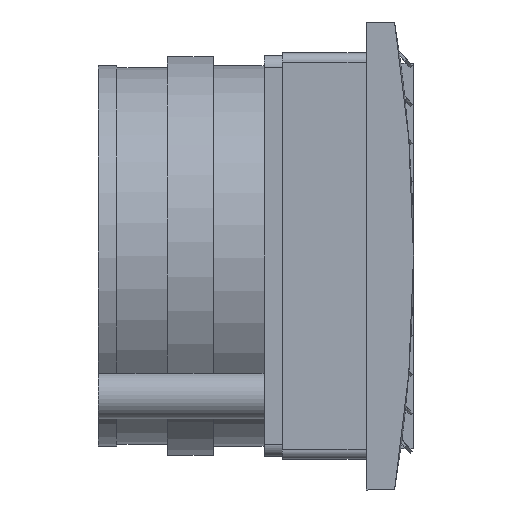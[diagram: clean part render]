
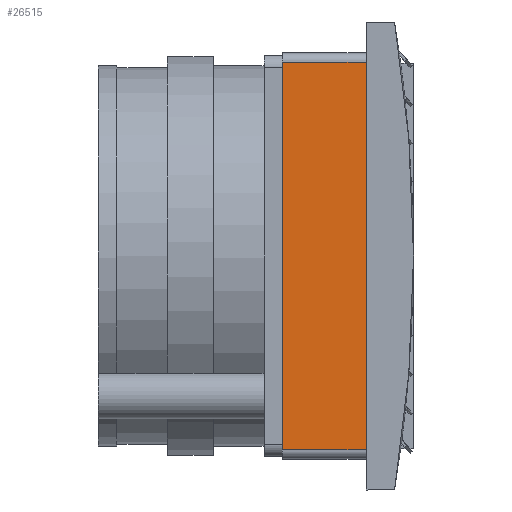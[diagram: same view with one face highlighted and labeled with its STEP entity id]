
A CAD part, left-side view. The second image highlights one B-rep face of the part: STEP entity #26515.
In plain terms, the highlighted planar face has unit normal (-1, 0, 0).
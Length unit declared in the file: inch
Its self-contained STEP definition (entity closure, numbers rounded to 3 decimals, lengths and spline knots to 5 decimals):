
#1508 = EDGE_CURVE ( 'NONE', #13748, #21612, #26194, .T. ) ;
#3515 = CARTESIAN_POINT ( 'NONE',  ( -4.38976, 1.81102, 0. ) ) ;
#3798 = LINE ( 'NONE', #3515, #18486 ) ;
#3882 = VERTEX_POINT ( 'NONE', #28032 ) ;
#5152 = ORIENTED_EDGE ( 'NONE', *, *, #24055, .T. ) ;
#5823 = DIRECTION ( 'NONE',  ( 0., 0., 1. ) ) ;
#8064 = CARTESIAN_POINT ( 'NONE',  ( -4.38976, 0., 4.19291 ) ) ;
#8107 = VECTOR ( 'NONE', #19764, 39.37008 ) ;
#8658 = EDGE_CURVE ( 'NONE', #10342, #13748, #26010, .T. ) ;
#8712 = DIRECTION ( 'NONE',  ( 0., -1., 0. ) ) ;
#9085 = CARTESIAN_POINT ( 'NONE',  ( -4.38976, 0., -4.19291 ) ) ;
#9527 = LINE ( 'NONE', #17944, #8107 ) ;
#10342 = VERTEX_POINT ( 'NONE', #22290 ) ;
#10592 = AXIS2_PLACEMENT_3D ( 'NONE', #22472, #24718, #20336 ) ;
#11476 = PLANE ( 'NONE',  #10592 ) ;
#13748 = VERTEX_POINT ( 'NONE', #14862 ) ;
#14293 = EDGE_CURVE ( 'NONE', #3882, #10342, #3798, .T. ) ;
#14862 = CARTESIAN_POINT ( 'NONE',  ( -4.38976, 0., -4.19291 ) ) ;
#14993 = ORIENTED_EDGE ( 'NONE', *, *, #8658, .T. ) ;
#17944 = CARTESIAN_POINT ( 'NONE',  ( -4.38976, 0., 4.19291 ) ) ;
#17995 = ORIENTED_EDGE ( 'NONE', *, *, #14293, .T. ) ;
#18486 = VECTOR ( 'NONE', #23398, 39.37008 ) ;
#19764 = DIRECTION ( 'NONE',  ( 0., 1., 0. ) ) ;
#19944 = VECTOR ( 'NONE', #5823, 39.37008 ) ;
#20336 = DIRECTION ( 'NONE',  ( 0., -1., 0. ) ) ;
#21067 = FACE_OUTER_BOUND ( 'NONE', #27742, .T. ) ;
#21612 = VERTEX_POINT ( 'NONE', #8064 ) ;
#22290 = CARTESIAN_POINT ( 'NONE',  ( -4.38976, 1.81102, -4.19291 ) ) ;
#22472 = CARTESIAN_POINT ( 'NONE',  ( -4.38976, 0., 0. ) ) ;
#23398 = DIRECTION ( 'NONE',  ( 0., 0., -1. ) ) ;
#23773 = ORIENTED_EDGE ( 'NONE', *, *, #1508, .T. ) ;
#24055 = EDGE_CURVE ( 'NONE', #21612, #3882, #9527, .T. ) ;
#24718 = DIRECTION ( 'NONE',  ( -1., 0., 0. ) ) ;
#26010 = LINE ( 'NONE', #9085, #26328 ) ;
#26194 = LINE ( 'NONE', #27852, #19944 ) ;
#26328 = VECTOR ( 'NONE', #8712, 39.37008 ) ;
#26515 = ADVANCED_FACE ( 'NONE', ( #21067 ), #11476, .T. ) ;
#27742 = EDGE_LOOP ( 'NONE', ( #23773, #5152, #17995, #14993 ) ) ;
#27852 = CARTESIAN_POINT ( 'NONE',  ( -4.38976, 0., 0. ) ) ;
#28032 = CARTESIAN_POINT ( 'NONE',  ( -4.38976, 1.81102, 4.19291 ) ) ;
